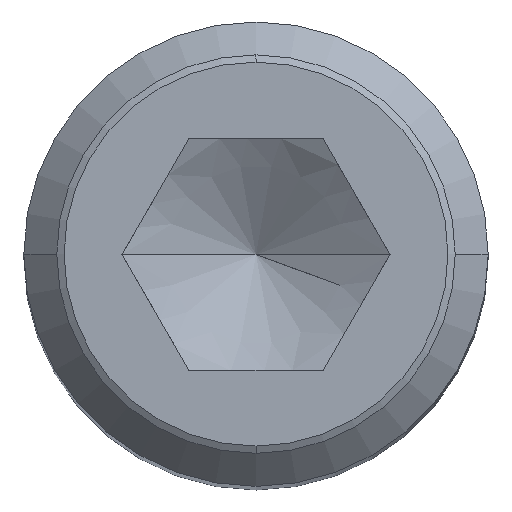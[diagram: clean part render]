
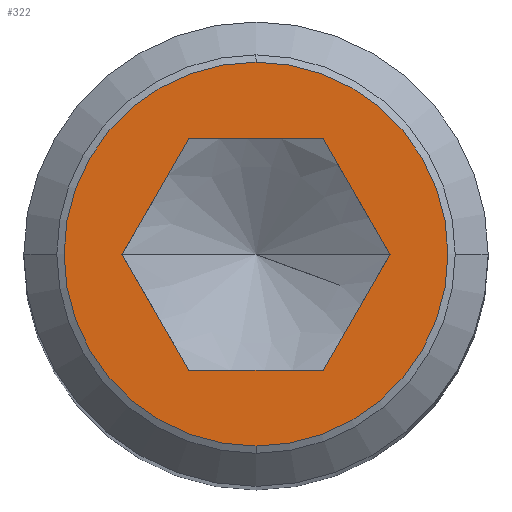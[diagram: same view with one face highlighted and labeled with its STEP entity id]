
A CAD part, top view. The second image highlights one B-rep face of the part: STEP entity #322.
In plain terms, the highlighted planar face has unit normal (0, 0, 1).
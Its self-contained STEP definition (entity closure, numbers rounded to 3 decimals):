
#152=EDGE_CURVE('',#242,#320,#383,.T.);
#192=EDGE_CURVE('',#320,#242,#432,.T.);
#194=EDGE_CURVE('',#316,#236,#434,.T.);
#228=EDGE_CURVE('',#236,#278,#471,.T.);
#236=VERTEX_POINT('',#481);
#242=VERTEX_POINT('',#487);
#264=EDGE_CURVE('',#278,#324,#509,.T.);
#278=VERTEX_POINT('',#525);
#294=EDGE_CURVE('',#330,#316,#541,.T.);
#316=VERTEX_POINT('',#564);
#320=VERTEX_POINT('',#568);
#322=ADVANCED_FACE('',(#570,#571),#572,.T.);
#324=VERTEX_POINT('',#574);
#326=EDGE_CURVE('',#334,#330,#576,.T.);
#330=VERTEX_POINT('',#580);
#334=VERTEX_POINT('',#585);
#346=EDGE_CURVE('',#324,#334,#599,.T.);
#383=CIRCLE('',#643,2.067);
#432=CIRCLE('',#700,2.067);
#434=LINE('',#703,#704);
#471=LINE('',#763,#764);
#481=CARTESIAN_POINT('',(-0.722,1.25,0.));
#487=CARTESIAN_POINT('',(0.,2.067,0.));
#509=LINE('',#834,#835);
#525=CARTESIAN_POINT('',(0.722,1.25,0.));
#541=LINE('',#890,#891);
#564=CARTESIAN_POINT('',(-1.443,0.0,0.));
#568=CARTESIAN_POINT('',(0.,-2.067,0.));
#570=FACE_BOUND('',#932,.T.);
#571=FACE_OUTER_BOUND('',#933,.T.);
#572=PLANE('',#934);
#574=CARTESIAN_POINT('',(1.443,0.0,0.));
#576=LINE('',#939,#940);
#580=CARTESIAN_POINT('',(-0.722,-1.25,0.));
#585=CARTESIAN_POINT('',(0.722,-1.25,0.));
#599=LINE('',#968,#969);
#643=AXIS2_PLACEMENT_3D('',#993,#994,#995);
#700=AXIS2_PLACEMENT_3D('',#1084,#1085,#1086);
#703=CARTESIAN_POINT('',(-0.902,0.938,0.));
#704=VECTOR('',#1087,1.0);
#763=CARTESIAN_POINT('',(0.361,1.25,0.));
#764=VECTOR('',#1124,1.0);
#834=CARTESIAN_POINT('',(1.263,0.313,0.));
#835=VECTOR('',#1154,1.0);
#890=CARTESIAN_POINT('',(-1.263,-0.312,0.));
#891=VECTOR('',#1178,1.0);
#932=EDGE_LOOP('',(#1205,#1206,#1207,#1208,#1209,#1210));
#933=EDGE_LOOP('',(#1211,#1212));
#934=AXIS2_PLACEMENT_3D('',#1213,#1214,#1215);
#939=CARTESIAN_POINT('',(-0.361,-1.25,0.));
#940=VECTOR('',#1216,1.0);
#968=CARTESIAN_POINT('',(0.902,-0.937,0.));
#969=VECTOR('',#1243,1.0);
#993=CARTESIAN_POINT('',(0.,0.,0.));
#994=DIRECTION('',(0.0,0.0,1.0));
#995=DIRECTION('',(0.,1.0,0.0));
#1084=CARTESIAN_POINT('',(0.,0.,0.));
#1085=DIRECTION('',(0.0,0.0,1.0));
#1086=DIRECTION('',(0.,1.0,0.0));
#1087=DIRECTION('',(0.5,0.866,0.));
#1124=DIRECTION('',(1.0,0.0,0.0));
#1154=DIRECTION('',(0.5,-0.866,0.));
#1178=DIRECTION('',(-0.5,0.866,0.));
#1205=ORIENTED_EDGE('',*,*,#294,.T.);
#1206=ORIENTED_EDGE('',*,*,#194,.T.);
#1207=ORIENTED_EDGE('',*,*,#228,.T.);
#1208=ORIENTED_EDGE('',*,*,#264,.T.);
#1209=ORIENTED_EDGE('',*,*,#346,.T.);
#1210=ORIENTED_EDGE('',*,*,#326,.T.);
#1211=ORIENTED_EDGE('',*,*,#152,.T.);
#1212=ORIENTED_EDGE('',*,*,#192,.T.);
#1213=CARTESIAN_POINT('',(-1.772,0.,0.));
#1214=DIRECTION('',(0.0,0.0,1.0));
#1215=DIRECTION('',(-1.0,0.,0.0));
#1216=DIRECTION('',(-1.0,0.0,0.0));
#1243=DIRECTION('',(-0.5,-0.866,0.));
